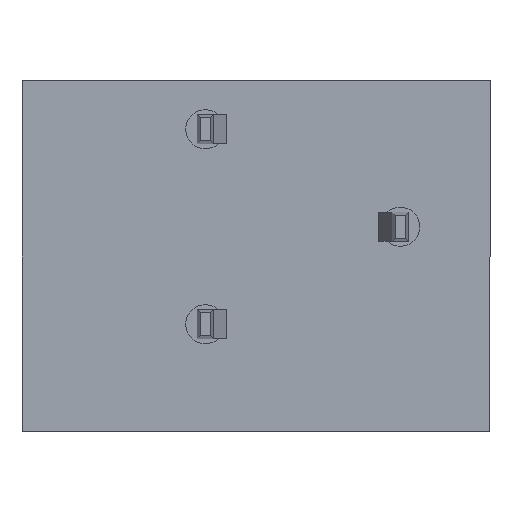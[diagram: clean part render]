
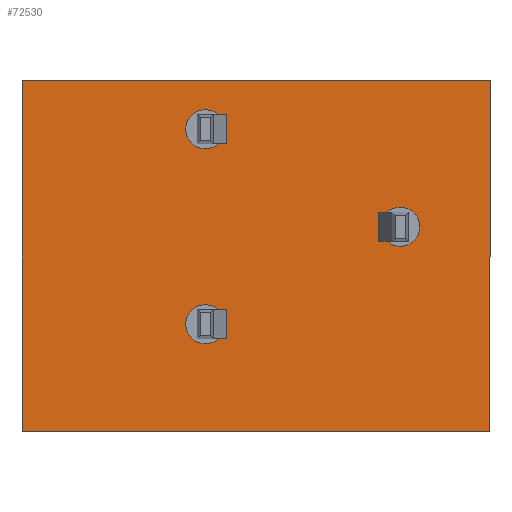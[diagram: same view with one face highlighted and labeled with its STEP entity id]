
A CAD part, front view. The second image highlights one B-rep face of the part: STEP entity #72530.
In plain terms, the highlighted planar face has unit normal (0, -1, 0).
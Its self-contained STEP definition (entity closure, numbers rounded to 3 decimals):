
#600=CARTESIAN_POINT('',(0.,0.,1.));
#610=VERTEX_POINT('',#600);
#640=CARTESIAN_POINT('',(0.,0.,1.));
#650=DIRECTION('',(-1.,0.,0.));
#660=VECTOR('',#650,1.);
#670=LINE('',#640,#660);
#680=CARTESIAN_POINT('',(12.,0.,1.));
#690=VERTEX_POINT('',#680);
#700=EDGE_CURVE('',#690,#610,#670,.T.);
#51570=CARTESIAN_POINT('',(0.,0.,10.));
#51580=VERTEX_POINT('',#51570);
#51610=CARTESIAN_POINT('',(0.,0.,2.07));
#51620=DIRECTION('',(0.,0.,1.));
#51630=VECTOR('',#51620,1.);
#51640=LINE('',#51610,#51630);
#51650=EDGE_CURVE('',#610,#51580,#51640,.T.);
#59500=CARTESIAN_POINT('',(12.,0.,2.07));
#59510=DIRECTION('',(0.,0.,-1.));
#59520=VECTOR('',#59510,1.);
#59530=LINE('',#59500,#59520);
#59540=CARTESIAN_POINT('',(12.,0.,10.));
#59550=VERTEX_POINT('',#59540);
#59560=EDGE_CURVE('',#59550,#690,#59530,.T.);
#61180=CARTESIAN_POINT('',(0.,0.,10.));
#61190=DIRECTION('',(1.,0.,0.));
#61200=VECTOR('',#61190,1.);
#61210=LINE('',#61180,#61200);
#61220=EDGE_CURVE('',#51580,#59550,#61210,.T.);
#71970=CARTESIAN_POINT('',(11.7,0.,3.467));
#71980=DIRECTION('',(0.,-1.,0.));
#71990=DIRECTION('',(1.,0.,0.));
#72000=AXIS2_PLACEMENT_3D('',#71970,#71980,#71990);
#72010=PLANE('',#72000);
#72020=ORIENTED_EDGE('',*,*,#700,.F.);
#72030=ORIENTED_EDGE('',*,*,#51650,.F.);
#72040=ORIENTED_EDGE('',*,*,#61220,.F.);
#72050=ORIENTED_EDGE('',*,*,#59560,.F.);
#72060=EDGE_LOOP('',(#72050,#72040,#72030,#72020));
#72070=FACE_OUTER_BOUND('',#72060,.T.);
#72080=CARTESIAN_POINT('',(7.3,0.,2.25));
#72090=DIRECTION('',(0.,-1.,0.));
#72100=DIRECTION('',(1.,0.,0.));
#72110=AXIS2_PLACEMENT_3D('',#72080,#72090,#72100);
#72120=CIRCLE('',#72110,0.5);
#72130=CARTESIAN_POINT('',(7.8,0.,2.25));
#72140=VERTEX_POINT('',#72130);
#72150=CARTESIAN_POINT('',(6.8,0.,2.25));
#72160=VERTEX_POINT('',#72150);
#72170=EDGE_CURVE('',#72140,#72160,#72120,.T.);
#72180=ORIENTED_EDGE('',*,*,#72170,.F.);
#72190=EDGE_CURVE('',#72160,#72140,#72120,.T.);
#72200=ORIENTED_EDGE('',*,*,#72190,.F.);
#72210=EDGE_LOOP('',(#72200,#72180));
#72220=FACE_BOUND('',#72210,.T.);
#72230=CARTESIAN_POINT('',(7.3,0.,7.25));
#72240=DIRECTION('',(0.,-1.,0.));
#72250=DIRECTION('',(1.,0.,0.));
#72260=AXIS2_PLACEMENT_3D('',#72230,#72240,#72250);
#72270=CIRCLE('',#72260,0.5);
#72280=CARTESIAN_POINT('',(7.8,0.,7.25));
#72290=VERTEX_POINT('',#72280);
#72300=CARTESIAN_POINT('',(6.8,0.,7.25));
#72310=VERTEX_POINT('',#72300);
#72320=EDGE_CURVE('',#72290,#72310,#72270,.T.);
#72330=ORIENTED_EDGE('',*,*,#72320,.F.);
#72340=EDGE_CURVE('',#72310,#72290,#72270,.T.);
#72350=ORIENTED_EDGE('',*,*,#72340,.F.);
#72360=EDGE_LOOP('',(#72350,#72330));
#72370=FACE_BOUND('',#72360,.T.);
#72380=CARTESIAN_POINT('',(2.3,0.,4.75));
#72390=DIRECTION('',(0.,1.,0.));
#72400=DIRECTION('',(-1.,0.,0.));
#72410=AXIS2_PLACEMENT_3D('',#72380,#72390,#72400);
#72420=CIRCLE('',#72410,0.5);
#72430=CARTESIAN_POINT('',(1.8,0.,4.75));
#72440=VERTEX_POINT('',#72430);
#72450=CARTESIAN_POINT('',(2.8,0.,4.75));
#72460=VERTEX_POINT('',#72450);
#72470=EDGE_CURVE('',#72440,#72460,#72420,.T.);
#72480=ORIENTED_EDGE('',*,*,#72470,.T.);
#72490=EDGE_CURVE('',#72460,#72440,#72420,.T.);
#72500=ORIENTED_EDGE('',*,*,#72490,.T.);
#72510=EDGE_LOOP('',(#72500,#72480));
#72520=FACE_BOUND('',#72510,.T.);
#72530=ADVANCED_FACE('',(#72070,#72220,#72370,#72520),#72010,.T.);
